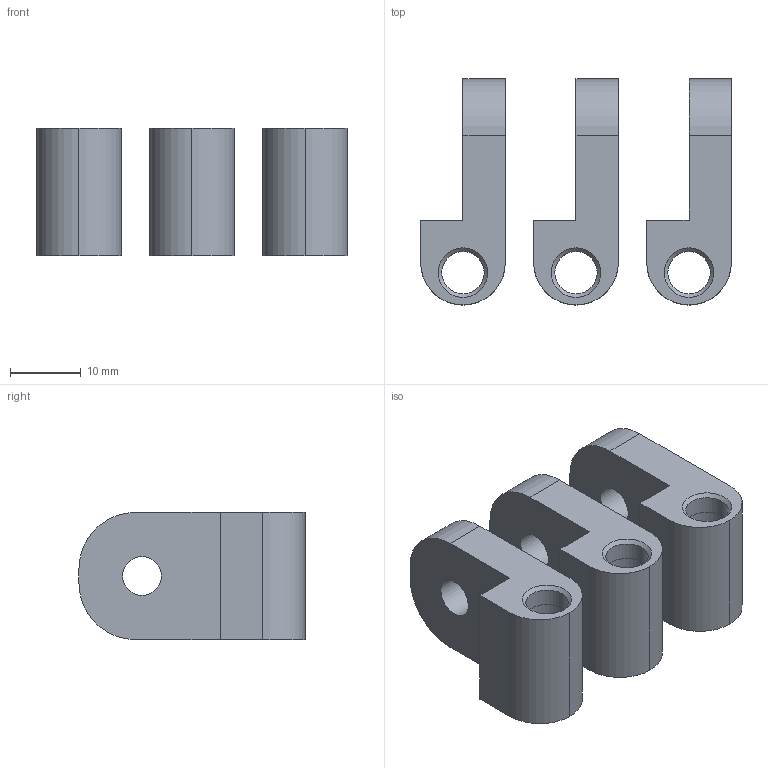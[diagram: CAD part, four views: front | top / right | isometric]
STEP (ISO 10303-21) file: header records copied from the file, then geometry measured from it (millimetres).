
FILE_DESCRIPTION(/* description */ (''),/* implementation_level */ '2;1');
FILE_NAME(/* name */ 'Laser_Halterung.step',/* time_stamp */ '2021-05-31T19:52:02+02:00',/* author */ (''),/* organization */ (''),/* preprocessor_version */ 'ST-DEVELOPER v18.1',/* originating_system */ 'Autodesk Translation Framework v10.9.0.1377',/* authorisation */ '');
FILE_SCHEMA (('AUTOMOTIVE_DESIGN { 1 0 10303 214 3 1 1 }'));
Length unit declared in the file: millimetre
Products named in the file (1): LaserSky_Halterung
Bounding box: 44 x 32 x 18 mm (x, y, z)
Volume: 10736.3 mm3; surface area: 6731.6 mm2
Topology: 3 solids, 3 shells, 51 faces, 123 edges, 81 vertices
Faces by surface type: plane 24, cylinder 21, cone 6
Full cylindrical faces by diameter (mm): 5.5 x3, 6 x3, 6.5 x3
Entity records: 1559 total; most frequent: DIRECTION 278, CARTESIAN_POINT 256, ORIENTED_EDGE 246, EDGE_CURVE 123, AXIS2_PLACEMENT_3D 103, VERTEX_POINT 81, LINE 72, VECTOR 72
